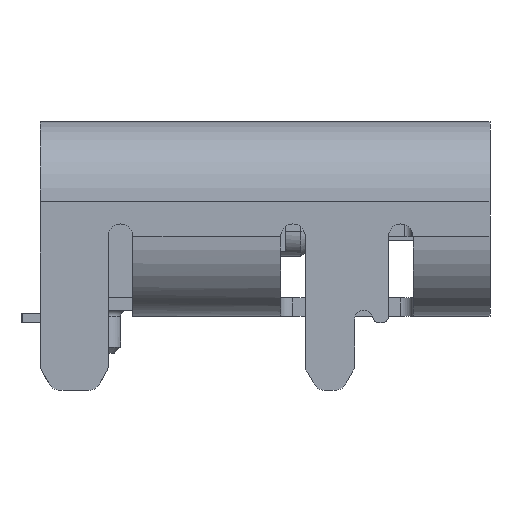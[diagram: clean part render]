
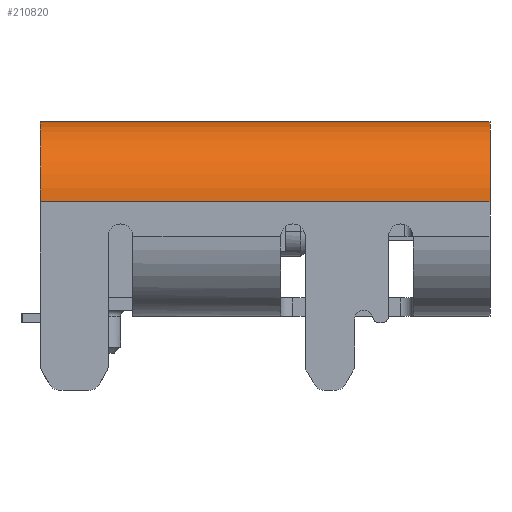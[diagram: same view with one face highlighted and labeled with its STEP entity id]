
A CAD part, left-side view. The second image highlights one B-rep face of the part: STEP entity #210820.
In plain terms, the highlighted cylindrical face has radius 1.3 mm (diameter 2.6 mm), a partial arc.
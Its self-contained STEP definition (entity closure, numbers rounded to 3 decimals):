
#210410=CARTESIAN_POINT('',(2.357,4.322,8.035));
#210420=DIRECTION('',(0.,0.,-1.));
#210430=DIRECTION('',(-1.,0.,0.));
#210440=AXIS2_PLACEMENT_3D('',#210410,#210420,#210430);
#210450=CYLINDRICAL_SURFACE('',#210440,1.3);
#210460=CARTESIAN_POINT('',(2.357,5.622,
-3.13));
#210470=DIRECTION('',(0.,0.,1.));
#210480=VECTOR('',#210470,1000.);
#210490=LINE('',#210460,#210480);
#210500=CARTESIAN_POINT('',(2.357,5.622,
-3.13));
#210510=VERTEX_POINT('',#210500);
#210520=CARTESIAN_POINT('',(2.357,5.622,
4.17));
#210530=VERTEX_POINT('',#210520);
#210540=EDGE_CURVE('',#210510,#210530,#210490,.T.);
#210550=ORIENTED_EDGE('',*,*,#210540,.F.);
#210560=CARTESIAN_POINT('',(2.357,4.322,4.17));
#210570=DIRECTION('',(0.,0.,1.));
#210580=DIRECTION('',(-1.,0.,0.));
#210590=AXIS2_PLACEMENT_3D('',#210560,#210570,#210580);
#210600=CIRCLE('',#210590,1.3);
#210610=CARTESIAN_POINT('',(1.057,4.322,
4.17));
#210620=VERTEX_POINT('',#210610);
#210630=EDGE_CURVE('',#210530,#210620,#210600,.T.);
#210640=ORIENTED_EDGE('',*,*,#210630,.F.);
#210650=CARTESIAN_POINT('',(1.057,4.322,
-3.13));
#210660=DIRECTION('',(0.,0.,1.));
#210670=VECTOR('',#210660,1000.);
#210680=LINE('',#210650,#210670);
#210690=CARTESIAN_POINT('',(1.057,4.322,
-3.13));
#210700=VERTEX_POINT('',#210690);
#210710=EDGE_CURVE('',#210700,#210620,#210680,.T.);
#210720=ORIENTED_EDGE('',*,*,#210710,.T.);
#210730=CARTESIAN_POINT('',(2.357,4.322,-3.13));
#210740=DIRECTION('',(0.,0.,-1.));
#210750=DIRECTION('',(-1.,0.,0.));
#210760=AXIS2_PLACEMENT_3D('',#210730,#210740,#210750);
#210770=CIRCLE('',#210760,1.3);
#210780=EDGE_CURVE('',#210700,#210510,#210770,.T.);
#210790=ORIENTED_EDGE('',*,*,#210780,.F.);
#210800=EDGE_LOOP('',(#210790,#210720,#210640,#210550));
#210810=FACE_OUTER_BOUND('',#210800,.T.);
#210820=ADVANCED_FACE('',(#210810),#210450,.T.);
